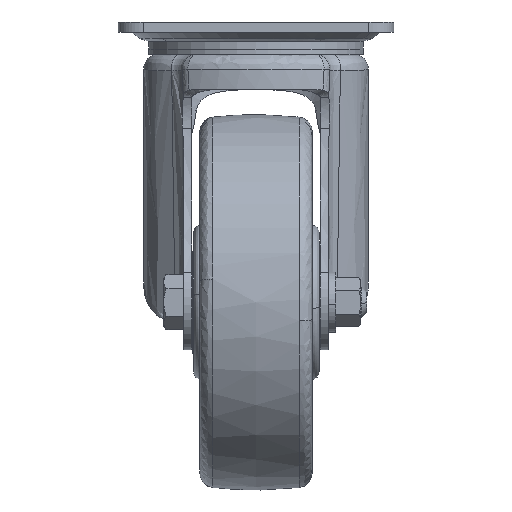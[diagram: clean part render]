
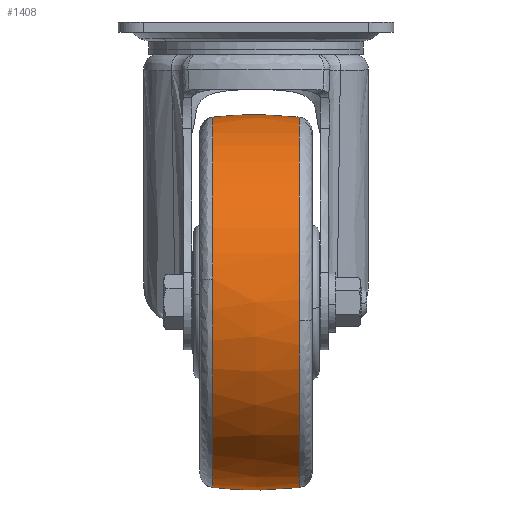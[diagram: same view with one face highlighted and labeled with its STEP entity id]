
A CAD part, left-side view. The second image highlights one B-rep face of the part: STEP entity #1408.
In plain terms, the highlighted free-form (B-spline) face has degree [2, 2] with [5, 7] control points.
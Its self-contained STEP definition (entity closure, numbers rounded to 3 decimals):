
#518=CARTESIAN_POINT('',(-40.0,17.187,-37.988));
#519=VERTEX_POINT('',#518);
#550=CARTESIAN_POINT('',(-113.428,17.187,-102.724));
#551=VERTEX_POINT('',#550);
#565=CARTESIAN_POINT('',(-40.0,17.187,-37.988));
#566=CARTESIAN_POINT('',(-105.25,17.187,-37.988));
#567=CARTESIAN_POINT('',(-113.428,17.187,-102.724));
#575=(BOUNDED_CURVE()B_SPLINE_CURVE(2,(#565,#566,#567),.UNSPECIFIED.,.F.,.U.)B_SPLINE_CURVE_WITH_KNOTS((3,3),(0.5,0.728),.UNSPECIFIED.)CURVE()GEOMETRIC_REPRESENTATION_ITEM()RATIONAL_B_SPLINE_CURVE((1.0,0.733,0.954))REPRESENTATION_ITEM(''));
#576=EDGE_CURVE('',#519,#551,#575,.T.);
#610=CARTESIAN_POINT('',(-40.0,17.187,-186.012));
#611=VERTEX_POINT('',#610);
#625=CARTESIAN_POINT('',(-113.428,17.187,-102.724));
#626=CARTESIAN_POINT('',(-114.012,17.187,-107.344));
#627=CARTESIAN_POINT('',(-114.012,17.187,-112.));
#628=CARTESIAN_POINT('',(-114.012,17.187,-186.012));
#629=CARTESIAN_POINT('',(-40.0,17.187,-186.012));
#637=(BOUNDED_CURVE()B_SPLINE_CURVE(2,(#625,#626,#627,#628,#629),.UNSPECIFIED.,.F.,.U.)B_SPLINE_CURVE_WITH_KNOTS((3,2,3),(0.728,0.75,1.0),.UNSPECIFIED.)CURVE()GEOMETRIC_REPRESENTATION_ITEM()RATIONAL_B_SPLINE_CURVE((0.954,0.975,1.0,0.707,1.0))REPRESENTATION_ITEM(''));
#638=EDGE_CURVE('',#551,#611,#637,.T.);
#1274=CARTESIAN_POINT('',(-40.0,-17.187,-186.012));
#1275=VERTEX_POINT('',#1274);
#1276=CARTESIAN_POINT('',(-40.0,-17.187,-186.012));
#1277=CARTESIAN_POINT('',(-40.0,-12.196,-186.588));
#1278=CARTESIAN_POINT('',(-40.0,-0.722,-187.33));
#1279=CARTESIAN_POINT('',(-40.0,10.771,-186.752));
#1280=CARTESIAN_POINT('',(-40.0,17.187,-186.012));
#1281=B_SPLINE_CURVE_WITH_KNOTS('',3,(#1276,#1277,#1278,#1279,#1280),.UNSPECIFIED.,.F.,.U.,(4,1,4),(0.,15.072,34.451),.UNSPECIFIED.);
#1282=EDGE_CURVE('',#1275,#611,#1281,.T.);
#1286=CARTESIAN_POINT('',(-40.0,-17.187,-37.988));
#1287=VERTEX_POINT('',#1286);
#1288=CARTESIAN_POINT('',(-40.0,-17.187,-37.988));
#1289=CARTESIAN_POINT('',(-40.0,-10.949,-37.268));
#1290=CARTESIAN_POINT('',(-40.0,0.542,-36.67));
#1291=CARTESIAN_POINT('',(-40.0,12.018,-37.392));
#1292=CARTESIAN_POINT('',(-40.0,17.187,-37.988));
#1293=B_SPLINE_CURVE_WITH_KNOTS('',3,(#1288,#1289,#1290,#1291,#1292),.UNSPECIFIED.,.F.,.U.,(4,1,4),(0.,18.84,34.451),.UNSPECIFIED.);
#1294=EDGE_CURVE('',#1287,#519,#1293,.T.);
#1329=CARTESIAN_POINT('',(-37.937,-18.92,-38.198));
#1330=CARTESIAN_POINT('',(-37.903,-9.498,-37.0));
#1331=CARTESIAN_POINT('',(-37.903,0.0,-37.));
#1332=CARTESIAN_POINT('',(-37.903,9.498,-37.));
#1333=CARTESIAN_POINT('',(-37.937,18.92,-38.198));
#1334=CARTESIAN_POINT('',(-38.962,-18.92,-38.198));
#1335=CARTESIAN_POINT('',(-38.946,-9.498,-37.0));
#1336=CARTESIAN_POINT('',(-38.946,0.0,-37.));
#1337=CARTESIAN_POINT('',(-38.946,9.498,-37.));
#1338=CARTESIAN_POINT('',(-38.962,18.92,-38.198));
#1339=CARTESIAN_POINT('',(-113.802,-18.92,-38.198));
#1340=CARTESIAN_POINT('',(-115.,-9.498,-37.));
#1341=CARTESIAN_POINT('',(-115.0,0.0,-37.));
#1342=CARTESIAN_POINT('',(-115.0,9.498,-37.));
#1343=CARTESIAN_POINT('',(-113.802,18.92,-38.198));
#1344=CARTESIAN_POINT('',(-113.802,-18.92,-112.));
#1345=CARTESIAN_POINT('',(-115.,-9.498,-112.));
#1346=CARTESIAN_POINT('',(-115.0,0.0,-112.0));
#1347=CARTESIAN_POINT('',(-115.,9.498,-112.));
#1348=CARTESIAN_POINT('',(-113.802,18.92,-112.));
#1349=CARTESIAN_POINT('',(-113.802,-18.92,-185.802));
#1350=CARTESIAN_POINT('',(-115.,-9.498,-187.));
#1351=CARTESIAN_POINT('',(-115.0,0.0,-187.0));
#1352=CARTESIAN_POINT('',(-115.0,9.498,-187.));
#1353=CARTESIAN_POINT('',(-113.802,18.92,-185.802));
#1354=CARTESIAN_POINT('',(-38.962,-18.92,-185.802));
#1355=CARTESIAN_POINT('',(-38.946,-9.498,-187.));
#1356=CARTESIAN_POINT('',(-38.946,0.0,-187.0));
#1357=CARTESIAN_POINT('',(-38.946,9.498,-187.));
#1358=CARTESIAN_POINT('',(-38.962,18.92,-185.802));
#1359=CARTESIAN_POINT('',(-37.937,-18.92,-185.802));
#1360=CARTESIAN_POINT('',(-37.903,-9.498,-187.));
#1361=CARTESIAN_POINT('',(-37.903,0.0,-187.0));
#1362=CARTESIAN_POINT('',(-37.903,9.498,-187.));
#1363=CARTESIAN_POINT('',(-37.937,18.92,-185.802));
#1371=(BOUNDED_SURFACE()B_SPLINE_SURFACE(2,2,((#1329,#1334,#1339,#1344,#1349,#1354,#1359),(#1330,#1335,#1340,#1345,#1350,#1355,#1360),(#1331,#1336,#1341,#1346,#1351,#1356,#1361),(#1332,#1337,#1342,#1347,#1352,#1357,#1362),(#1333,#1338,#1343,#1348,#1353,#1358,#1363)),.UNSPECIFIED.,.F.,.F.,.U.)B_SPLINE_SURFACE_WITH_KNOTS((3,2,3),(3,1,2,1,3),(0.0,19.241,38.483),(0.0,2.485,126.749,251.013,253.499),.UNSPECIFIED.)GEOMETRIC_REPRESENTATION_ITEM()RATIONAL_B_SPLINE_SURFACE(((0.982,0.976,0.686,0.971,0.686,0.976,0.982),(0.995,0.989,0.695,0.983,0.695,0.989,0.995),(1.012,1.006,0.707,1.0,0.707,1.006,1.012),(0.995,0.989,0.695,0.983,0.695,0.989,0.995),(0.982,0.976,0.686,0.971,0.686,0.976,0.982)))REPRESENTATION_ITEM('')SURFACE());
#1372=ORIENTED_EDGE('',*,*,#1282,.F.);
#1373=CARTESIAN_POINT('',(-113.638,-17.187,-119.428));
#1374=VERTEX_POINT('',#1373);
#1375=CARTESIAN_POINT('',(-113.638,-17.187,-119.428));
#1376=CARTESIAN_POINT('',(-106.922,-17.187,-186.012));
#1377=CARTESIAN_POINT('',(-40.0,-17.187,-186.012));
#1385=(BOUNDED_CURVE()B_SPLINE_CURVE(2,(#1375,#1376,#1377),.UNSPECIFIED.,.F.,.U.)B_SPLINE_CURVE_WITH_KNOTS((3,3),(0.767,1.0),.UNSPECIFIED.)CURVE()GEOMETRIC_REPRESENTATION_ITEM()RATIONAL_B_SPLINE_CURVE((0.962,0.728,1.0))REPRESENTATION_ITEM(''));
#1386=EDGE_CURVE('',#1374,#1275,#1385,.T.);
#1387=ORIENTED_EDGE('',*,*,#1386,.F.);
#1388=CARTESIAN_POINT('',(-40.0,-17.187,-37.988));
#1389=CARTESIAN_POINT('',(-114.012,-17.187,-37.988));
#1390=CARTESIAN_POINT('',(-114.012,-17.187,-112.));
#1391=CARTESIAN_POINT('',(-114.012,-17.187,-115.723));
#1392=CARTESIAN_POINT('',(-113.638,-17.187,-119.428));
#1400=(BOUNDED_CURVE()B_SPLINE_CURVE(2,(#1388,#1389,#1390,#1391,#1392),.UNSPECIFIED.,.F.,.U.)B_SPLINE_CURVE_WITH_KNOTS((3,2,3),(0.5,0.75,0.767),.UNSPECIFIED.)CURVE()GEOMETRIC_REPRESENTATION_ITEM()RATIONAL_B_SPLINE_CURVE((1.0,0.707,1.0,0.98,0.962))REPRESENTATION_ITEM(''));
#1401=EDGE_CURVE('',#1287,#1374,#1400,.T.);
#1402=ORIENTED_EDGE('',*,*,#1401,.F.);
#1403=ORIENTED_EDGE('',*,*,#1294,.T.);
#1404=ORIENTED_EDGE('',*,*,#576,.T.);
#1405=ORIENTED_EDGE('',*,*,#638,.T.);
#1406=EDGE_LOOP('',(#1372,#1387,#1402,#1403,#1404,#1405));
#1407=FACE_OUTER_BOUND('',#1406,.T.);
#1408=ADVANCED_FACE('',(#1407),#1371,.T.);
